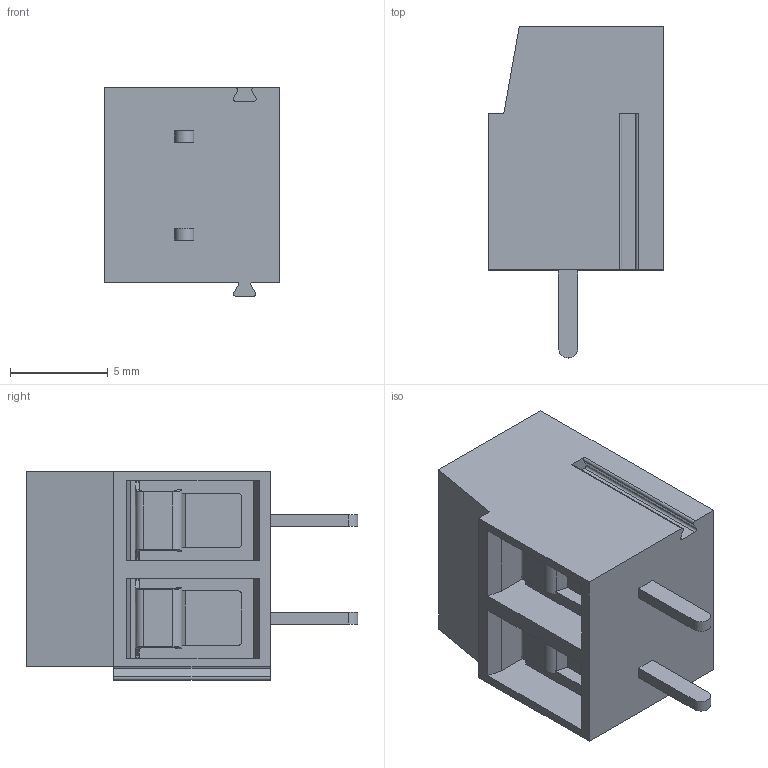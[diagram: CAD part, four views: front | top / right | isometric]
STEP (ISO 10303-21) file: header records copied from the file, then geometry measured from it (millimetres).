
FILE_DESCRIPTION((''),'2;1');
FILE_NAME('TL202V','2025-04-11T',('sj'),(''),'PRO/ENGINEER BY PARAMETRIC TECHNOLOGY CORPORATION, 2013240','PRO/ENGINEER BY PARAMETRIC TECHNOLOGY CORPORATION, 2013240','');
FILE_SCHEMA(('AUTOMOTIVE_DESIGN_CC2 { 1 2 10303 214 -1 1 5 2 }'));
Length unit declared in the file: millimetre
Products named in the file (1): TL202V
Bounding box: 9 x 17 x 10.68 mm (x, y, z)
Volume: 906.2 mm3; surface area: 1005 mm2
Topology: 1 solids, 1 shells, 164 faces, 442 edges, 288 vertices
Faces by surface type: plane 96, cylinder 48, cone 8, extrusion 8, torus 4
Entity records: 5314 total; most frequent: CARTESIAN_POINT 1138, ORIENTED_EDGE 884, DIRECTION 834, EDGE_CURVE 442, VECTOR 306, LINE 298, VERTEX_POINT 288, AXIS2_PLACEMENT_3D 264
